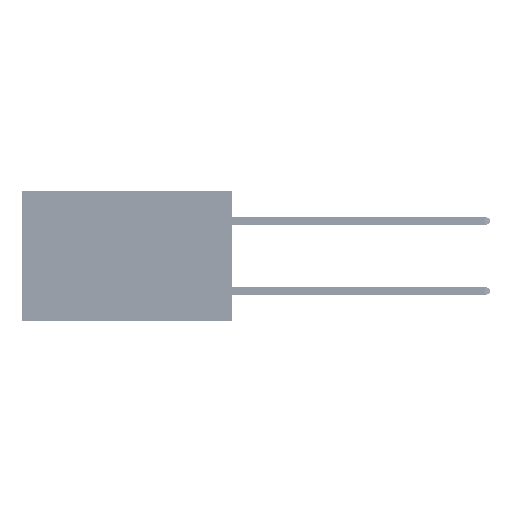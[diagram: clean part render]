
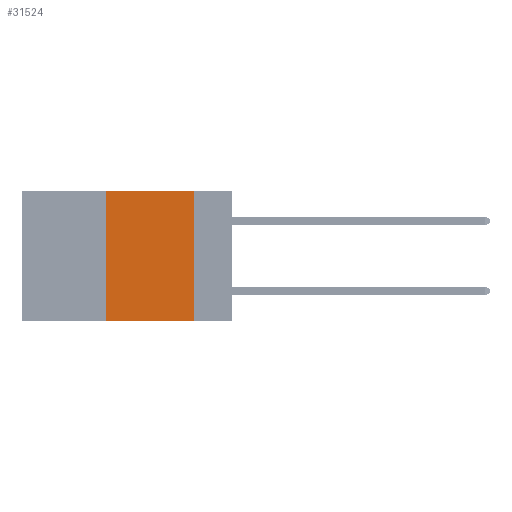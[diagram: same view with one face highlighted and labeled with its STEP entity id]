
A CAD part, left-side view. The second image highlights one B-rep face of the part: STEP entity #31524.
In plain terms, the highlighted planar face has unit normal (-1, 0, 0).
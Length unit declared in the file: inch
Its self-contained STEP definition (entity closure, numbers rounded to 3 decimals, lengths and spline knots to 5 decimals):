
#3326 = DIRECTION ( 'NONE',  ( 0., 0., -1. ) ) ;
#4420 = CARTESIAN_POINT ( 'NONE',  ( 0., 0.36, -0.37 ) ) ;
#7167 = VECTOR ( 'NONE', #12298, 39.37008 ) ;
#7235 = VERTEX_POINT ( 'NONE', #49500 ) ;
#7290 = DIRECTION ( 'NONE',  ( 1., 0., 0. ) ) ;
#7914 = DIRECTION ( 'NONE',  ( 0., -1., 0. ) ) ;
#9103 = LINE ( 'NONE', #14955, #10955 ) ;
#9553 = CARTESIAN_POINT ( 'NONE',  ( 0., 0.11, -0.37 ) ) ;
#10262 = VERTEX_POINT ( 'NONE', #36514 ) ;
#10955 = VECTOR ( 'NONE', #31519, 39.37008 ) ;
#12086 = AXIS2_PLACEMENT_3D ( 'NONE', #32029, #7290, #3326 ) ;
#12298 = DIRECTION ( 'NONE',  ( 0., 0., 1. ) ) ;
#14462 = VECTOR ( 'NONE', #27372, 39.37008 ) ;
#14955 = CARTESIAN_POINT ( 'NONE',  ( 0., 0.6, -0.37 ) ) ;
#15262 = VERTEX_POINT ( 'NONE', #4420 ) ;
#17325 = VECTOR ( 'NONE', #7914, 39.37008 ) ;
#18000 = EDGE_LOOP ( 'NONE', ( #32778, #35766, #48094, #50962 ) ) ;
#18950 = CARTESIAN_POINT ( 'NONE',  ( 0., 0.6, 0. ) ) ;
#19019 = CARTESIAN_POINT ( 'NONE',  ( 0., 0.11, 0. ) ) ;
#22481 = VERTEX_POINT ( 'NONE', #9553 ) ;
#25142 = EDGE_CURVE ( 'NONE', #7235, #22481, #41782, .T. ) ;
#27372 = DIRECTION ( 'NONE',  ( 0., 0., -1. ) ) ;
#27742 = PLANE ( 'NONE',  #12086 ) ;
#27969 = CARTESIAN_POINT ( 'NONE',  ( 0., 0.36, 0. ) ) ;
#28484 = EDGE_CURVE ( 'NONE', #15262, #22481, #9103, .T. ) ;
#31519 = DIRECTION ( 'NONE',  ( 0., -1., 0. ) ) ;
#31524 = ADVANCED_FACE ( 'NONE', ( #47007 ), #27742, .F. ) ;
#32029 = CARTESIAN_POINT ( 'NONE',  ( 0., 0.6, 0. ) ) ;
#32778 = ORIENTED_EDGE ( 'NONE', *, *, #25142, .F. ) ;
#35766 = ORIENTED_EDGE ( 'NONE', *, *, #52531, .F. ) ;
#36514 = CARTESIAN_POINT ( 'NONE',  ( 0., 0.36, 0. ) ) ;
#39575 = LINE ( 'NONE', #27969, #7167 ) ;
#41782 = LINE ( 'NONE', #19019, #14462 ) ;
#47007 = FACE_OUTER_BOUND ( 'NONE', #18000, .T. ) ;
#47133 = LINE ( 'NONE', #18950, #17325 ) ;
#48094 = ORIENTED_EDGE ( 'NONE', *, *, #48780, .F. ) ;
#48780 = EDGE_CURVE ( 'NONE', #15262, #10262, #39575, .T. ) ;
#49500 = CARTESIAN_POINT ( 'NONE',  ( 0., 0.11, 0. ) ) ;
#50962 = ORIENTED_EDGE ( 'NONE', *, *, #28484, .T. ) ;
#52531 = EDGE_CURVE ( 'NONE', #10262, #7235, #47133, .T. ) ;
